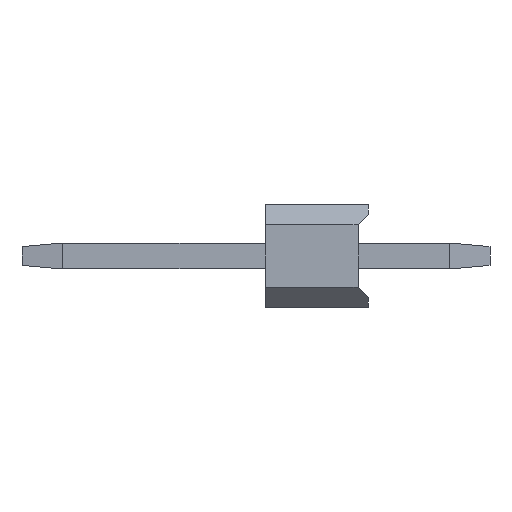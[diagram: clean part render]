
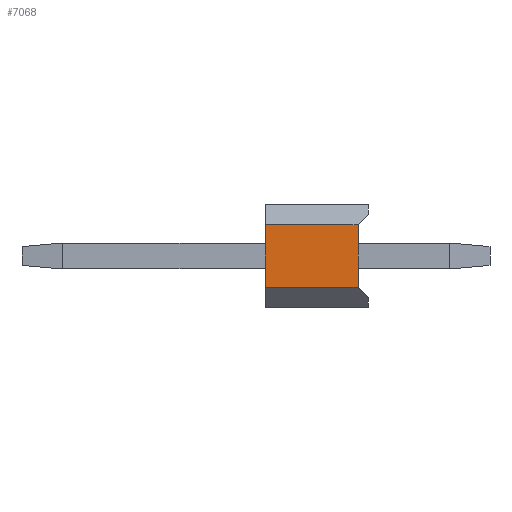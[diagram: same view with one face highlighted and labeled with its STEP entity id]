
A CAD part, left-side view. The second image highlights one B-rep face of the part: STEP entity #7068.
In plain terms, the highlighted planar face has unit normal (-1, 0, 0).
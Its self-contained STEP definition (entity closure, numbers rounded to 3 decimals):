
#234 = CARTESIAN_POINT ( 'NONE',  ( -13.97, 0.254, 0.77 ) ) ;
#684 = DIRECTION ( 'NONE',  ( 0., 0., 1. ) ) ;
#691 = VERTEX_POINT ( 'NONE', #3807 ) ;
#1470 = DIRECTION ( 'NONE',  ( 1., 0., 0. ) ) ;
#1518 = DIRECTION ( 'NONE',  ( 0., -1., 0. ) ) ;
#1527 = EDGE_CURVE ( 'NONE', #5554, #2194, #5522, .T. ) ;
#1694 = ORIENTED_EDGE ( 'NONE', *, *, #1527, .T. ) ;
#2122 = DIRECTION ( 'NONE',  ( 0., 0., -1. ) ) ;
#2131 = AXIS2_PLACEMENT_3D ( 'NONE', #3933, #1470, #7074 ) ;
#2193 = LINE ( 'NONE', #234, #3147 ) ;
#2194 = VERTEX_POINT ( 'NONE', #5846 ) ;
#2614 = CARTESIAN_POINT ( 'NONE',  ( -13.97, 2.54, 0.77 ) ) ;
#2720 = VECTOR ( 'NONE', #7714, 1000. ) ;
#3078 = VERTEX_POINT ( 'NONE', #2614 ) ;
#3147 = VECTOR ( 'NONE', #2122, 1000. ) ;
#3397 = LINE ( 'NONE', #6973, #7146 ) ;
#3807 = CARTESIAN_POINT ( 'NONE',  ( -13.97, 0.254, 0.77 ) ) ;
#3812 = ORIENTED_EDGE ( 'NONE', *, *, #4640, .F. ) ;
#3933 = CARTESIAN_POINT ( 'NONE',  ( -13.97, 2.54, 1.27 ) ) ;
#4356 = ORIENTED_EDGE ( 'NONE', *, *, #5989, .F. ) ;
#4640 = EDGE_CURVE ( 'NONE', #691, #2194, #2193, .T. ) ;
#4861 = VECTOR ( 'NONE', #1518, 1000. ) ;
#4888 = EDGE_LOOP ( 'NONE', ( #3812, #5429, #4356, #1694 ) ) ;
#5240 = FACE_OUTER_BOUND ( 'NONE', #4888, .T. ) ;
#5429 = ORIENTED_EDGE ( 'NONE', *, *, #7666, .T. ) ;
#5522 = LINE ( 'NONE', #6354, #4861 ) ;
#5554 = VERTEX_POINT ( 'NONE', #5990 ) ;
#5684 = LINE ( 'NONE', #7690, #2720 ) ;
#5846 = CARTESIAN_POINT ( 'NONE',  ( -13.97, 0.254, -0.77 ) ) ;
#5989 = EDGE_CURVE ( 'NONE', #5554, #3078, #3397, .T. ) ;
#5990 = CARTESIAN_POINT ( 'NONE',  ( -13.97, 2.54, -0.77 ) ) ;
#6354 = CARTESIAN_POINT ( 'NONE',  ( -13.97, 2.54, -0.77 ) ) ;
#6973 = CARTESIAN_POINT ( 'NONE',  ( -13.97, 2.54, 1.27 ) ) ;
#7068 = ADVANCED_FACE ( 'NONE', ( #5240 ), #7586, .F. ) ;
#7074 = DIRECTION ( 'NONE',  ( 0., 0., -1. ) ) ;
#7146 = VECTOR ( 'NONE', #684, 1000. ) ;
#7586 = PLANE ( 'NONE',  #2131 ) ;
#7666 = EDGE_CURVE ( 'NONE', #691, #3078, #5684, .T. ) ;
#7690 = CARTESIAN_POINT ( 'NONE',  ( -13.97, 2.54, 0.77 ) ) ;
#7714 = DIRECTION ( 'NONE',  ( 0., 1., 0. ) ) ;
